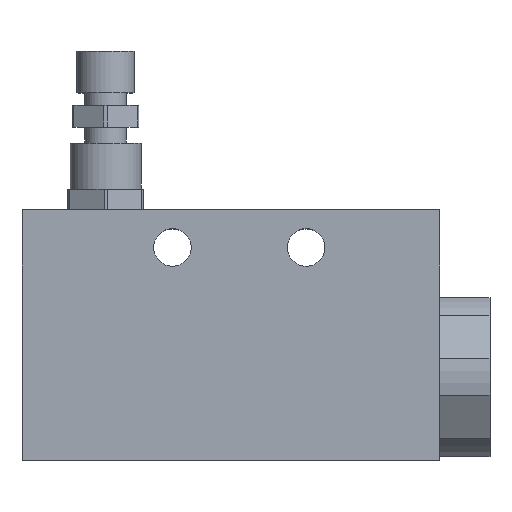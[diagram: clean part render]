
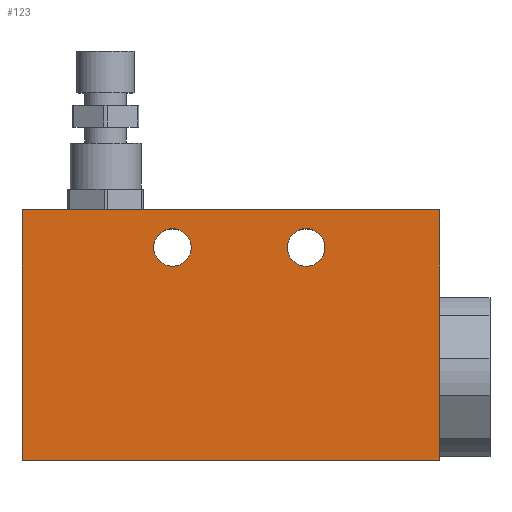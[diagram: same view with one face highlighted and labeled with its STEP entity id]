
A CAD part, top view. The second image highlights one B-rep face of the part: STEP entity #123.
In plain terms, the highlighted planar face has unit normal (0, 0, 1).
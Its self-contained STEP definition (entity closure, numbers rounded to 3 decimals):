
#123 = ADVANCED_FACE( '', ( #286, #287, #288 ), #289, .T. );
#286 = FACE_BOUND( '', #499, .T. );
#287 = FACE_BOUND( '', #500, .T. );
#288 = FACE_OUTER_BOUND( '', #501, .T. );
#289 = PLANE( '', #502 );
#499 = EDGE_LOOP( '', ( #811 ) );
#500 = EDGE_LOOP( '', ( #812 ) );
#501 = EDGE_LOOP( '', ( #813, #814, #815, #816 ) );
#502 = AXIS2_PLACEMENT_3D( '', #817, #818, #819 );
#811 = ORIENTED_EDGE( '', *, *, #1255, .F. );
#812 = ORIENTED_EDGE( '', *, *, #1256, .F. );
#813 = ORIENTED_EDGE( '', *, *, #1257, .T. );
#814 = ORIENTED_EDGE( '', *, *, #1258, .T. );
#815 = ORIENTED_EDGE( '', *, *, #1259, .T. );
#816 = ORIENTED_EDGE( '', *, *, #1246, .T. );
#817 = CARTESIAN_POINT( '', ( 0., 0., 10. ) );
#818 = DIRECTION( '', ( 0., 0., 1. ) );
#819 = DIRECTION( '', ( 1., 0., 0. ) );
#1246 = EDGE_CURVE( '', #1502, #1500, #1503, .T. );
#1255 = EDGE_CURVE( '', #1514, #1514, #1515, .T. );
#1256 = EDGE_CURVE( '', #1516, #1516, #1517, .T. );
#1257 = EDGE_CURVE( '', #1500, #1518, #1519, .T. );
#1258 = EDGE_CURVE( '', #1518, #1520, #1521, .T. );
#1259 = EDGE_CURVE( '', #1520, #1502, #1522, .T. );
#1500 = VERTEX_POINT( '', #1838 );
#1502 = VERTEX_POINT( '', #1841 );
#1503 = LINE( '', #1842, #1843 );
#1514 = VERTEX_POINT( '', #1858 );
#1515 = CIRCLE( '', #1859, 2.25 );
#1516 = VERTEX_POINT( '', #1860 );
#1517 = CIRCLE( '', #1861, 2.25 );
#1518 = VERTEX_POINT( '', #1862 );
#1519 = LINE( '', #1863, #1864 );
#1520 = VERTEX_POINT( '', #1865 );
#1521 = LINE( '', #1866, #1867 );
#1522 = LINE( '', #1868, #1869 );
#1838 = CARTESIAN_POINT( '', ( 50., 30., 10. ) );
#1841 = CARTESIAN_POINT( '', ( 50., 0., 10. ) );
#1842 = CARTESIAN_POINT( '', ( 50., 0., 10. ) );
#1843 = VECTOR( '', #2154, 1000. );
#1858 = CARTESIAN_POINT( '', ( 36.25, 25.5, 10. ) );
#1859 = AXIS2_PLACEMENT_3D( '', #2162, #2163, #2164 );
#1860 = CARTESIAN_POINT( '', ( 20.25, 25.5, 10. ) );
#1861 = AXIS2_PLACEMENT_3D( '', #2165, #2166, #2167 );
#1862 = CARTESIAN_POINT( '', ( 0., 30., 10. ) );
#1863 = CARTESIAN_POINT( '', ( 50., 30., 10. ) );
#1864 = VECTOR( '', #2168, 1000. );
#1865 = CARTESIAN_POINT( '', ( 0., 0., 10. ) );
#1866 = CARTESIAN_POINT( '', ( 0., 30., 10. ) );
#1867 = VECTOR( '', #2169, 1000. );
#1868 = CARTESIAN_POINT( '', ( 0., 0., 10. ) );
#1869 = VECTOR( '', #2170, 1000. );
#2154 = DIRECTION( '', ( 0., 1., 0. ) );
#2162 = CARTESIAN_POINT( '', ( 34., 25.5, 10. ) );
#2163 = DIRECTION( '', ( 0., 0., 1. ) );
#2164 = DIRECTION( '', ( 1., 0., 0. ) );
#2165 = CARTESIAN_POINT( '', ( 18., 25.5, 10. ) );
#2166 = DIRECTION( '', ( 0., 0., 1. ) );
#2167 = DIRECTION( '', ( 1., 0., 0. ) );
#2168 = DIRECTION( '', ( -1., 0., 0. ) );
#2169 = DIRECTION( '', ( 0., -1., 0. ) );
#2170 = DIRECTION( '', ( 1., 0., 0. ) );
